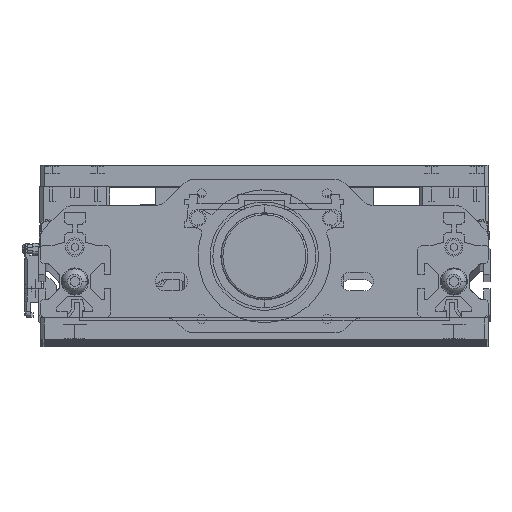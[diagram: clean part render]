
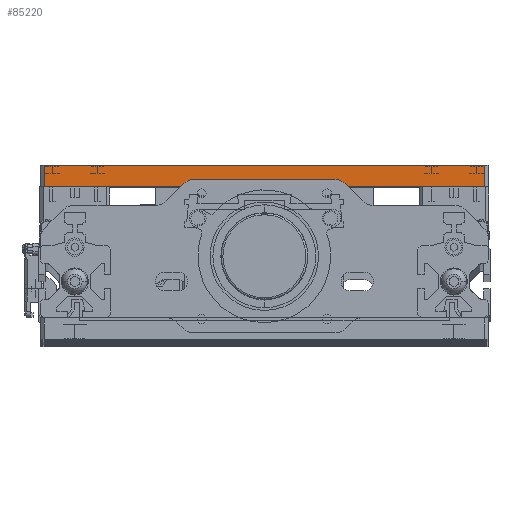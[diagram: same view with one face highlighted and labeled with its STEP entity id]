
A CAD part, top view. The second image highlights one B-rep face of the part: STEP entity #85220.
In plain terms, the highlighted planar face has unit normal (0, 0, 1).
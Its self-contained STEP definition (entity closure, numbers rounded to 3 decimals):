
#880 = FACE_OUTER_BOUND ( 'NONE', #54280, .T. ) ;
#1777 = EDGE_CURVE ( 'NONE', #47783, #8504, #62289, .T. ) ;
#8504 = VERTEX_POINT ( 'NONE', #76375 ) ;
#12776 = EDGE_CURVE ( 'NONE', #105283, #33100, #90899, .T. ) ;
#21569 = DIRECTION ( 'NONE',  ( 1., 0., 0. ) ) ;
#22289 = DIRECTION ( 'NONE',  ( 0., 1., 0. ) ) ;
#27023 = ORIENTED_EDGE ( 'NONE', *, *, #104686, .T. ) ;
#27439 = LINE ( 'NONE', #100911, #92526 ) ;
#27624 = PLANE ( 'NONE',  #41897 ) ;
#30639 = CARTESIAN_POINT ( 'NONE',  ( -122., 88., 335. ) ) ;
#33100 = VERTEX_POINT ( 'NONE', #41039 ) ;
#34259 = CARTESIAN_POINT ( 'NONE',  ( -122., 88., 335. ) ) ;
#41039 = CARTESIAN_POINT ( 'NONE',  ( -122., 100., 335. ) ) ;
#41897 = AXIS2_PLACEMENT_3D ( 'NONE', #34259, #59430, #21569 ) ;
#44550 = VECTOR ( 'NONE', #22289, 1000. ) ;
#46410 = VECTOR ( 'NONE', #72091, 1000. ) ;
#47783 = VERTEX_POINT ( 'NONE', #99593 ) ;
#54083 = CARTESIAN_POINT ( 'NONE',  ( 122., 88., 335. ) ) ;
#54280 = EDGE_LOOP ( 'NONE', ( #56663, #61890, #27023, #91102 ) ) ;
#55064 = LINE ( 'NONE', #88500, #46410 ) ;
#56663 = ORIENTED_EDGE ( 'NONE', *, *, #60174, .F. ) ;
#59246 = DIRECTION ( 'NONE',  ( 1., 0., 0. ) ) ;
#59430 = DIRECTION ( 'NONE',  ( 0., 0., 1. ) ) ;
#60174 = EDGE_CURVE ( 'NONE', #33100, #8504, #27439, .T. ) ;
#61890 = ORIENTED_EDGE ( 'NONE', *, *, #12776, .F. ) ;
#62289 = LINE ( 'NONE', #54083, #44550 ) ;
#66166 = CARTESIAN_POINT ( 'NONE',  ( -122., 88., 335. ) ) ;
#72091 = DIRECTION ( 'NONE',  ( 1., 0., 0. ) ) ;
#76375 = CARTESIAN_POINT ( 'NONE',  ( 122., 100., 335. ) ) ;
#85220 = ADVANCED_FACE ( 'NONE', ( #880 ), #27624, .T. ) ;
#85849 = VECTOR ( 'NONE', #98020, 1000. ) ;
#88500 = CARTESIAN_POINT ( 'NONE',  ( -122., 88., 335. ) ) ;
#90899 = LINE ( 'NONE', #30639, #85849 ) ;
#91102 = ORIENTED_EDGE ( 'NONE', *, *, #1777, .T. ) ;
#92526 = VECTOR ( 'NONE', #59246, 1000. ) ;
#98020 = DIRECTION ( 'NONE',  ( 0., 1., 0. ) ) ;
#99593 = CARTESIAN_POINT ( 'NONE',  ( 122., 88., 335. ) ) ;
#100911 = CARTESIAN_POINT ( 'NONE',  ( -122., 100., 335. ) ) ;
#104686 = EDGE_CURVE ( 'NONE', #105283, #47783, #55064, .T. ) ;
#105283 = VERTEX_POINT ( 'NONE', #66166 ) ;
